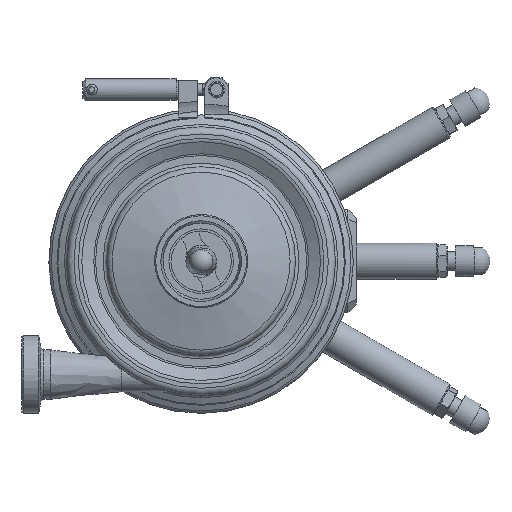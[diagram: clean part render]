
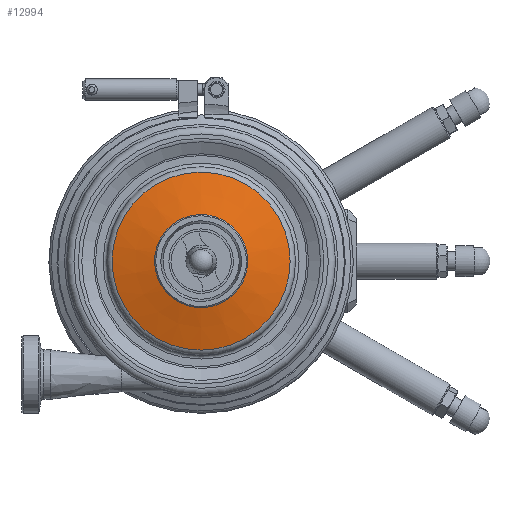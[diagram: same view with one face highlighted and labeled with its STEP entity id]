
A CAD part, left-side view. The second image highlights one B-rep face of the part: STEP entity #12994.
In plain terms, the highlighted conical face has half-angle 75 degrees and reference radius 74.553 mm.
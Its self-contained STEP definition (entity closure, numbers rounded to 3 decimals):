
#4879 = AXIS2_PLACEMENT_3D ( 'NONE', #4882, #4881, #5070 ) ;
#4881 = DIRECTION ( 'NONE',  ( 1., 0., 0. ) ) ;
#4882 = CARTESIAN_POINT ( 'NONE',  ( -84.834, 27.318, 0. ) ) ;
#4883 = FACE_OUTER_BOUND ( 'NONE', #12983, .T. ) ;
#4886 = DIRECTION ( 'NONE',  ( 0., 0., 1. ) ) ;
#4887 = DIRECTION ( 'NONE',  ( -1., 0., 0. ) ) ;
#4889 = CARTESIAN_POINT ( 'NONE',  ( -84.834, 27.318, 0. ) ) ;
#4890 = CONICAL_SURFACE ( 'NONE', #4879, 74.553, 1.309 ) ;
#4891 = FACE_BOUND ( 'NONE', #12991, .T. ) ;
#4892 = CIRCLE ( 'NONE', #4898, 36.974 ) ;
#4894 = CIRCLE ( 'NONE', #5073, 74.553 ) ;
#4897 = CARTESIAN_POINT ( 'NONE',  ( -94.903, 27.318, 0. ) ) ;
#4898 = AXIS2_PLACEMENT_3D ( 'NONE', #4897, #4887, #4886 ) ;
#5070 = DIRECTION ( 'NONE',  ( 0., 0., -1. ) ) ;
#5071 = DIRECTION ( 'NONE',  ( 0., 0., 1. ) ) ;
#5072 = DIRECTION ( 'NONE',  ( -1., 0., 0. ) ) ;
#5073 = AXIS2_PLACEMENT_3D ( 'NONE', #4889, #5072, #5071 ) ;
#12158 = CARTESIAN_POINT ( 'NONE',  ( -84.834, 27.318, 74.553 ) ) ;
#12159 = VERTEX_POINT ( 'NONE', #12158 ) ;
#12160 = CARTESIAN_POINT ( 'NONE',  ( -94.903, 27.318, 36.974 ) ) ;
#12165 = VERTEX_POINT ( 'NONE', #12160 ) ;
#12593 = ORIENTED_EDGE ( 'NONE', *, *, #12990, .F. ) ;
#12983 = EDGE_LOOP ( 'NONE', ( #13026 ) ) ;
#12990 = EDGE_CURVE ( 'NONE', #12165, #12165, #4892, .T. ) ;
#12991 = EDGE_LOOP ( 'NONE', ( #12593 ) ) ;
#12993 = EDGE_CURVE ( 'NONE', #12159, #12159, #4894, .T. ) ;
#12994 = ADVANCED_FACE ( 'NONE', ( #4891, #4883 ), #4890, .T. ) ;
#13026 = ORIENTED_EDGE ( 'NONE', *, *, #12993, .T. ) ;
